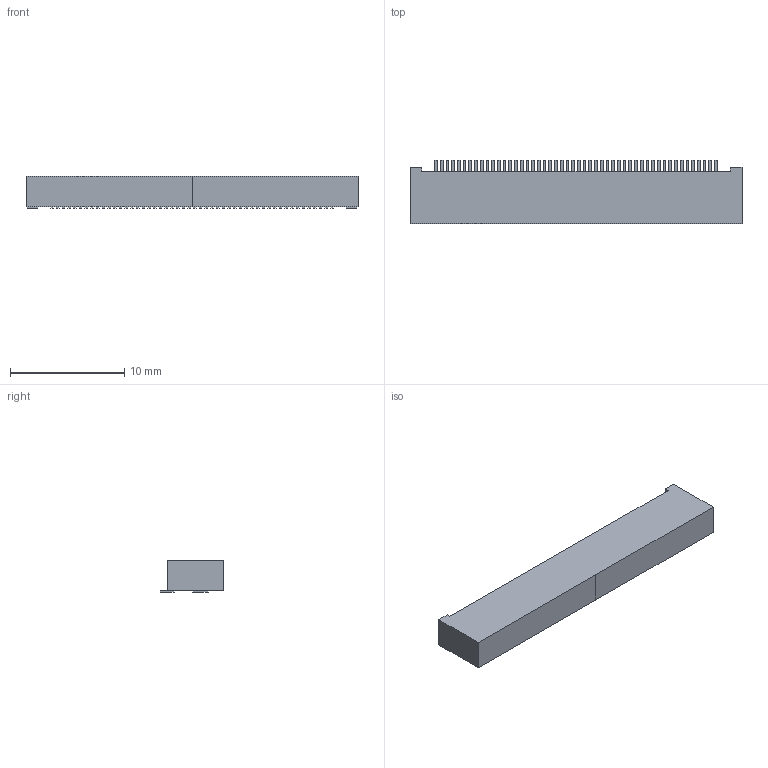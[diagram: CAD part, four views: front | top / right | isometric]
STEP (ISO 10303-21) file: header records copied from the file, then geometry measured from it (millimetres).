
FILE_DESCRIPTION(('FreeCAD Model'),'2;1');
FILE_NAME('16096456.1.4.stp','2022-04-18T08:27:30',( 'Author'),(''),'Open CASCADE STEP processor 6.9','FreeCAD','Unknown' );
FILE_SCHEMA(('AUTOMOTIVE_DESIGN { 1 0 10303 214 1 1 1 1 }'));
Length unit declared in the file: millimetre
Products named in the file (3): ASSEMBLY; Body; Pins
Assembly tree (2 placements, depth 2):
  ASSEMBLY
    Body
    Pins
Bounding box: 29.05 x 5.52 x 2.8 mm (x, y, z)
Volume: 361.4 mm3; surface area: 500.5 mm2
Topology: 53 solids, 53 shells, 323 faces, 651 edges, 434 vertices
Faces by surface type: plane 323
Entity records: 17111 total; most frequent: CARTESIAN_POINT 2713, DIRECTION 2605, LINE 1953, VECTOR 1953, ORIENTED_EDGE 1302, PCURVE 1302, DEFINITIONAL_REPRESENTATION 1302, EDGE_CURVE 651
